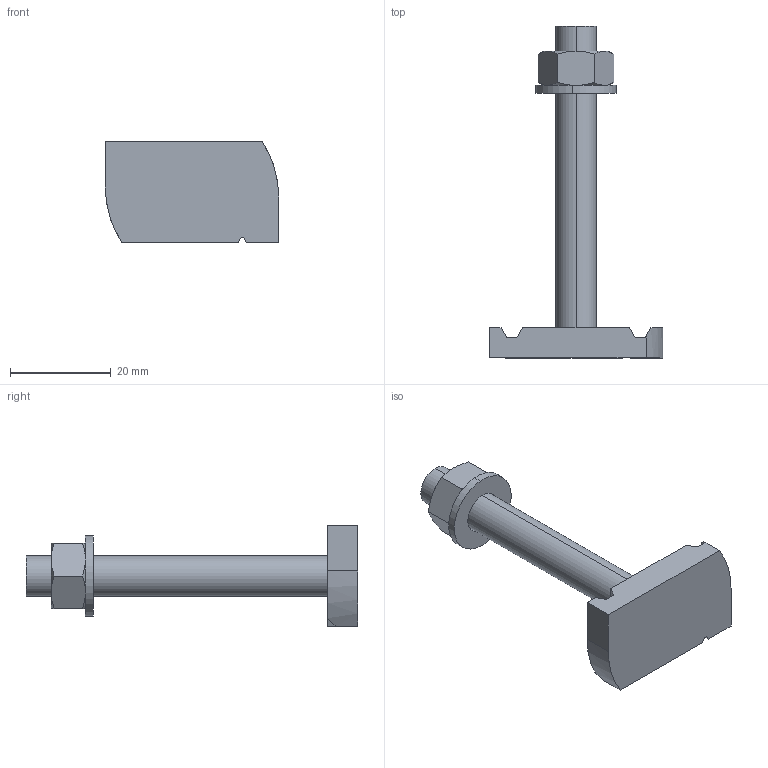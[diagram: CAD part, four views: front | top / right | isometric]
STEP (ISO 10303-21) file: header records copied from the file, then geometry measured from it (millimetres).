
FILE_DESCRIPTION (( 'STEP AP214' ), '1' );
FILE_NAME ('1148354.STEP', '2026-03-16T09:05:13', ( '' ), ( '' ), 'SwSTEP 2.0', 'SolidWorks 2024', '' );
FILE_SCHEMA (( 'AUTOMOTIVE_DESIGN' ));
Length unit declared in the file: millimetre
Products named in the file (4): 018945_Washer ISO 7089 - 8; 018944_Hexagon Nut ISO - 4032 - M8 - D - N; 1148354; 154216_M8x60 ZL 05014474 MS41HBF HAMSchr
Assembly tree (3 placements, depth 2):
  1148354
    154216_M8x60 ZL 05014474 MS41HBF HAMSchr
    018944_Hexagon Nut ISO - 4032 - M8 - D - N
    018945_Washer ISO 7089 - 8
Bounding box: 34.5 x 66 x 20 mm (x, y, z)
Volume: 7734.5 mm3; surface area: 4604.3 mm2
Topology: 3 solids, 3 shells, 51 faces, 120 edges, 76 vertices
Faces by surface type: plane 29, cone 12, cylinder 10
Entity records: 1667 total; most frequent: CARTESIAN_POINT 395, ORIENTED_EDGE 240, DIRECTION 240, EDGE_CURVE 120, AXIS2_PLACEMENT_3D 89, VERTEX_POINT 76, LINE 62, VECTOR 62
